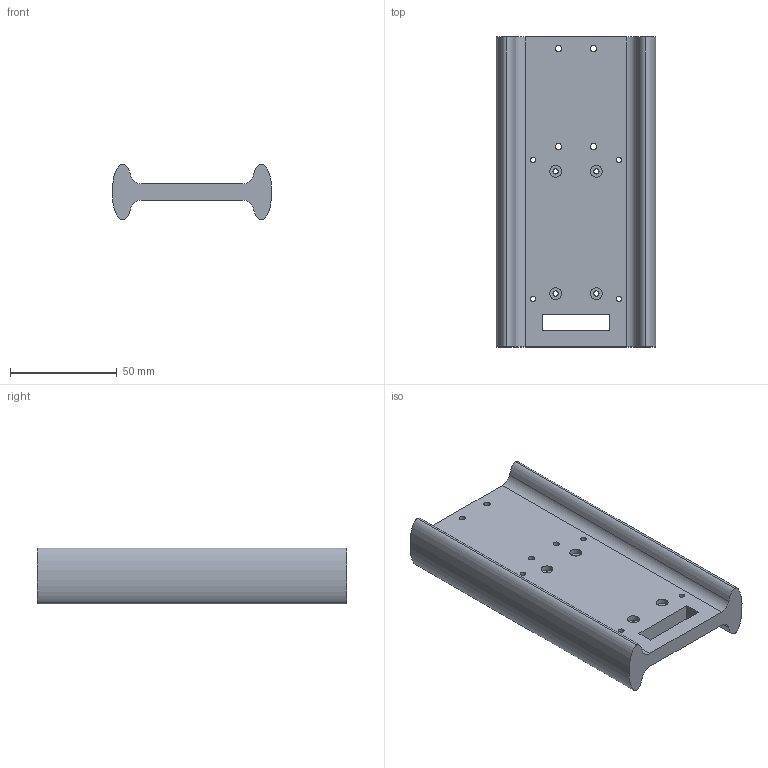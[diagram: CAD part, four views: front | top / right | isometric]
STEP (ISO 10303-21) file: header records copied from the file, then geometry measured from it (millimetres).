
FILE_DESCRIPTION (( 'STEP AP214' ), '1' );
FILE_NAME ('Electronics_sled_best_Telemetrumdual redundant glassed.STEP', '2024-06-30T01:58:50', ( '' ), ( '' ), 'SwSTEP 2.0', 'SolidWorks 2024', '' );
FILE_SCHEMA (( 'AUTOMOTIVE_DESIGN' ));
Length unit declared in the file: centimetre
Products named in the file (1): Electronics_sled_best_Telemetrumdual redundant glassed
Bounding box: 74.61 x 145 x 26 mm (x, y, z)
Volume: 117140.4 mm3; surface area: 32767.7 mm2
Topology: 1 solids, 1 shells, 62 faces, 160 edges, 104 vertices
Faces by surface type: cylinder 36, plane 12, cone 8, bspline 6
Entity records: 2013 total; most frequent: CARTESIAN_POINT 405, DIRECTION 342, ORIENTED_EDGE 320, EDGE_CURVE 160, AXIS2_PLACEMENT_3D 137, VERTEX_POINT 104, EDGE_LOOP 92, CIRCLE 80
